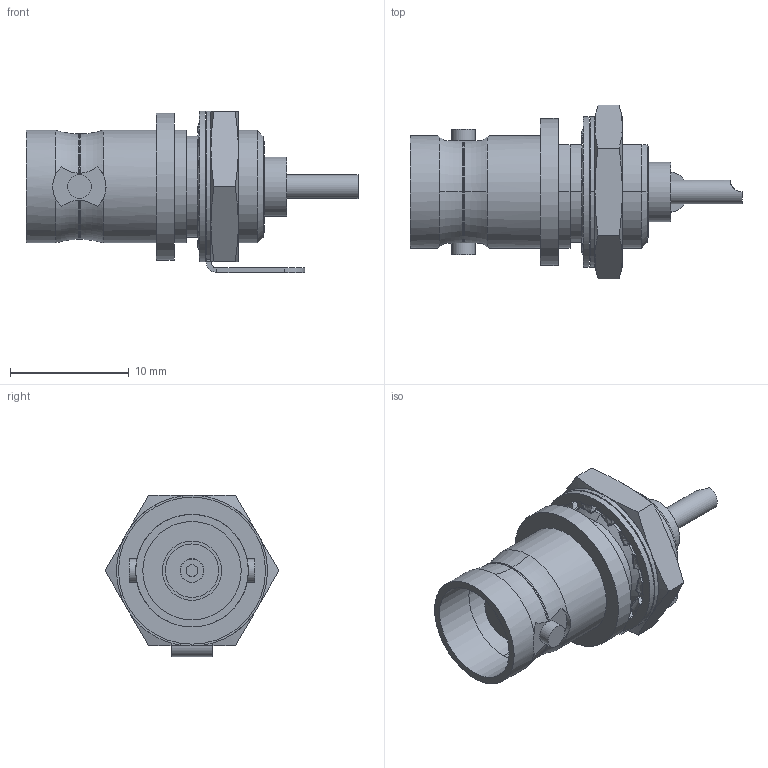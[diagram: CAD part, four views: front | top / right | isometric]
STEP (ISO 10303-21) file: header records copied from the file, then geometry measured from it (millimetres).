
FILE_DESCRIPTION(('FreeCAD Model'),'2;1');
FILE_NAME('Open CASCADE Shape Model','2024-09-08T20:35:29',(''),(''), 'Open CASCADE STEP processor 7.6','FreeCAD','Unknown');
FILE_SCHEMA(('AUTOMOTIVE_DESIGN { 1 0 10303 214 1 1 1 1 }'));
Length unit declared in the file: millimetre
Products named in the file (5): BNC_BJ; BNC-BJ-body_001; BNC-BJ-Лепесток_001; BNC-BJ-Шайба2_001; BNC-BJ-Гайка_001
Assembly tree (4 placements, depth 2):
  BNC_BJ
    BNC-BJ-body_001
    BNC-BJ-Лепесток_001
    BNC-BJ-Шайба2_001
    BNC-BJ-Гайка_001
Bounding box: 28 x 14.66 x 13.6 mm (x, y, z)
Volume: 1223.6 mm3; surface area: 2088.4 mm2
Topology: 4 solids, 4 shells, 276 faces, 701 edges, 446 vertices
Faces by surface type: plane 137, bspline 58, cylinder 51, cone 18, torus 12
Full cylindrical faces by diameter (mm): 1 x2, 1.7 x1, 1.966 x1, 2 x4, 4.5 x1, 5 x1, 7.7 x1, 8.3 x1, 9 x1, 9.5 x2, 9.6 x1, 12.4 x1, 12.7 x1
Entity records: 8704 total; most frequent: CARTESIAN_POINT 2323, ORIENTED_EDGE 1402, DIRECTION 1164, EDGE_CURVE 701, AXIS2_PLACEMENT_3D 459, VERTEX_POINT 446, FACE_BOUND 297, EDGE_LOOP 297
